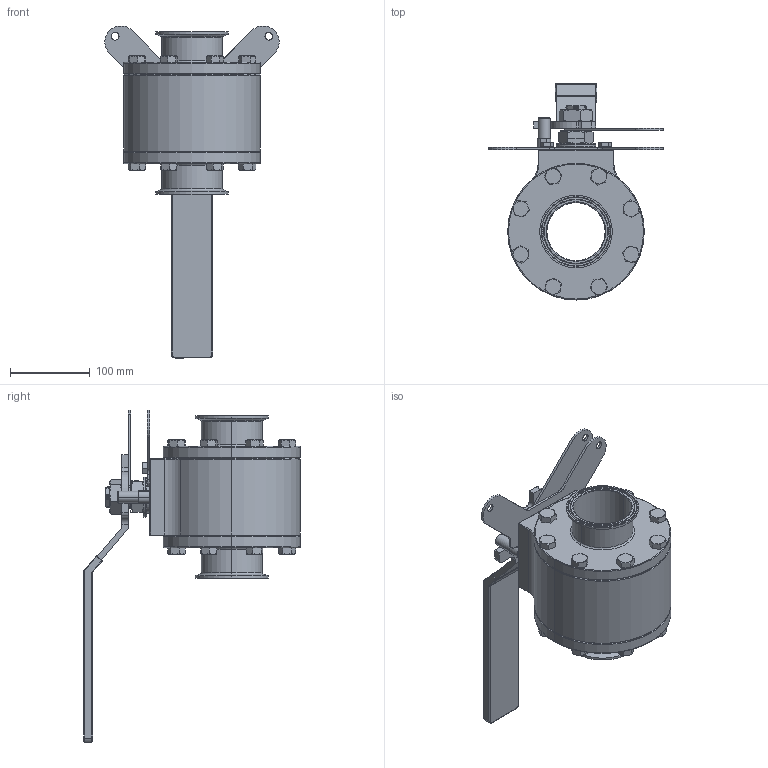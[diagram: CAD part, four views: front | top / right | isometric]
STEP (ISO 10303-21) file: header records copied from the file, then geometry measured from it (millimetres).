
FILE_DESCRIPTION (( 'STEP AP214' ), '1' );
FILE_NAME ('HP-SA-0300.STEP', '2018-12-07T20:06:19', ( '' ), ( '' ), 'SwSTEP 2.0', 'SolidWorks 2018', '' );
FILE_SCHEMA (( 'AUTOMOTIVE_DESIGN' ));
Length unit declared in the file: inch
Products named in the file (1): HP-SA-0300
Bounding box: 217.83 x 270.5 x 415.45 mm (x, y, z)
Surface area: 309814.6 mm2 (no closed solid volume)
Topology: 0 solids, 35 shells, 548 faces, 2301 edges, 1776 vertices
Faces by surface type: plane 223, cone 166, cylinder 103, torus 34, bspline 18, sphere 4
Entity records: 60628 total; most frequent: CARTESIAN_POINT 36747, ORIENTED_EDGE 3417, DIRECTION 2937, EDGE_CURVE 2298, VERTEX_POINT 1775, AXIS2_PLACEMENT_3D 1084, VECTOR 769, LINE 769
